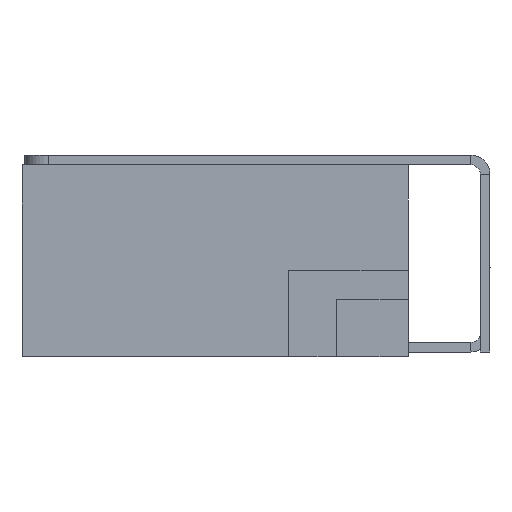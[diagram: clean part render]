
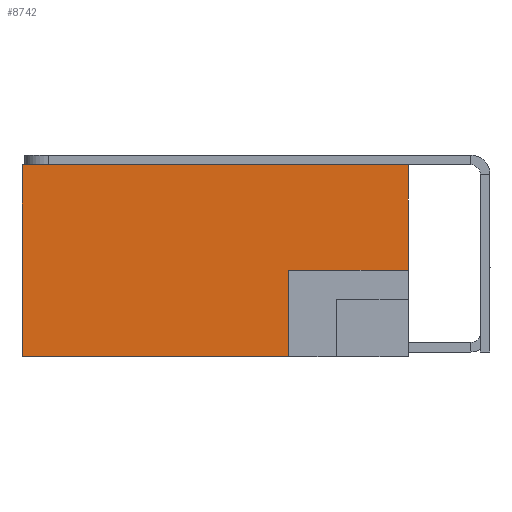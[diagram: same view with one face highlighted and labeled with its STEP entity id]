
A CAD part, left-side view. The second image highlights one B-rep face of the part: STEP entity #8742.
In plain terms, the highlighted planar face has unit normal (-1, 0, 0).
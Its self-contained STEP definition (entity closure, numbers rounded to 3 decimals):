
#8742=ADVANCED_FACE('',(#18280),#18282,.T.);
#18280=FACE_BOUND('',#18281,.T.);
#18281=EDGE_LOOP('',(#23562,#23563,#23564,#23565,#23566,#23567));
#18282=PLANE('',#18283);
#18283=AXIS2_PLACEMENT_3D('',#18284,#18285,#18286);
#18284=CARTESIAN_POINT('',(-9.,0.,2.));
#18285=DIRECTION('',(-1.,0.,0.));
#18286=DIRECTION('',(0.,0.,1.));
#23562=ORIENTED_EDGE('',*,*,#26217,.F.);
#23563=ORIENTED_EDGE('',*,*,#26107,.F.);
#23564=ORIENTED_EDGE('',*,*,#26235,.T.);
#23565=ORIENTED_EDGE('',*,*,#26201,.T.);
#23566=ORIENTED_EDGE('',*,*,#26236,.F.);
#23567=ORIENTED_EDGE('',*,*,#26178,.F.);
#26107=EDGE_CURVE('',#30399,#30401,#30402,.T.);
#26178=EDGE_CURVE('',#30526,#30517,#30528,.T.);
#26201=EDGE_CURVE('',#30571,#30568,#30572,.T.);
#26217=EDGE_CURVE('',#30401,#30526,#30593,.T.);
#26235=EDGE_CURVE('',#30399,#30571,#30611,.T.);
#26236=EDGE_CURVE('',#30517,#30568,#30612,.T.);
#30399=VERTEX_POINT('',#46609);
#30401=VERTEX_POINT('',#46613);
#30402=LINE('',#46614,#46615);
#30517=VERTEX_POINT('',#46861);
#30526=VERTEX_POINT('',#46878);
#30528=LINE('',#46882,#46883);
#30568=VERTEX_POINT('',#46966);
#30571=VERTEX_POINT('',#46971);
#30572=LINE('',#46972,#46973);
#30593=LINE('',#47025,#47026);
#30611=LINE('',#47079,#47080);
#30612=LINE('',#47082,#47083);
#46609=CARTESIAN_POINT('',(-9.,-4.025,2.));
#46613=CARTESIAN_POINT('',(-9.,-4.025,-0.2));
#46614=CARTESIAN_POINT('',(-9.,-4.025,2.));
#46615=VECTOR('',#46616,1.);
#46616=DIRECTION('',(0.,0.,-1.));
#46861=CARTESIAN_POINT('',(-9.,-1.525,-2.));
#46878=CARTESIAN_POINT('',(-9.,-1.525,-0.2));
#46882=CARTESIAN_POINT('',(-9.,-1.525,-0.2));
#46883=VECTOR('',#46884,1.);
#46884=DIRECTION('',(0.,0.,-1.));
#46966=CARTESIAN_POINT('',(-9.,4.025,-2.));
#46971=CARTESIAN_POINT('',(-9.,4.025,2.));
#46972=CARTESIAN_POINT('',(-9.,4.025,2.));
#46973=VECTOR('',#46974,1.);
#46974=DIRECTION('',(0.,0.,-1.));
#47025=CARTESIAN_POINT('',(-9.,-4.025,-0.2));
#47026=VECTOR('',#47027,1.);
#47027=DIRECTION('',(0.,1.,0.));
#47079=CARTESIAN_POINT('',(-9.,-4.025,2.));
#47080=VECTOR('',#47081,1.);
#47081=DIRECTION('',(0.,1.,0.));
#47082=CARTESIAN_POINT('',(-9.,-1.525,-2.));
#47083=VECTOR('',#47084,1.);
#47084=DIRECTION('',(0.,1.,0.));
